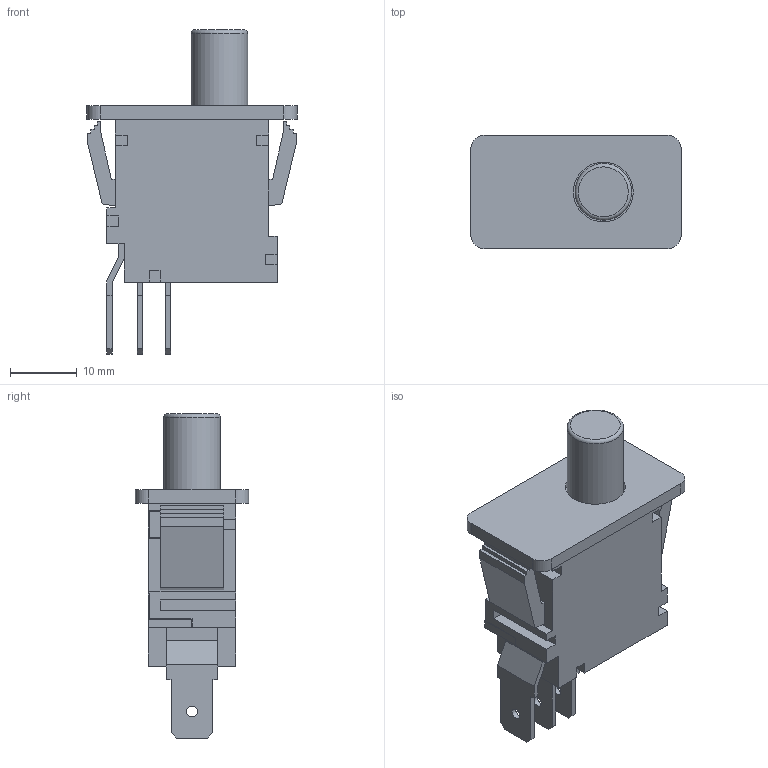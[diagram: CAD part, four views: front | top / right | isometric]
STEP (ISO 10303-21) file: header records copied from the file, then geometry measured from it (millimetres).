
FILE_DESCRIPTION((' '),'2;1');
FILE_NAME('PP1-4B7-xDx.stp','2017-08-03T09:19:43',(' '),(' '),' ','ACIS',' ');
FILE_SCHEMA(('CONFIG_CONTROL_DESIGN'));
Length unit declared in the file: inch
Products named in the file (1): PP1-4B7-xDx.stp
Bounding box: 31.6 x 17 x 48.7 mm (x, y, z)
Volume: 9764.8 mm3; surface area: 4878.5 mm2
Topology: 1 solids, 1 shells, 155 faces, 441 edges, 293 vertices
Faces by surface type: plane 145, cylinder 9, torus 1
Full cylindrical faces by diameter (mm): 1.6 x3, 8.5 x1, 9 x1
Entity records: 5041 total; most frequent: CARTESIAN_POINT 884, ORIENTED_EDGE 870, DIRECTION 766, EDGE_CURVE 435, VECTOR 416, LINE 416, VERTEX_POINT 293, AXIS2_PLACEMENT_3D 175
